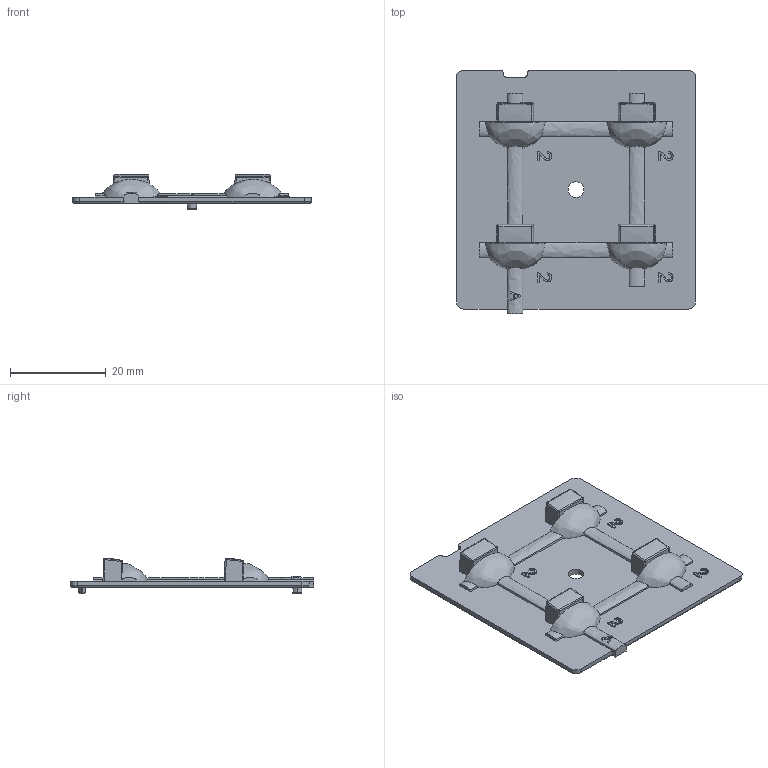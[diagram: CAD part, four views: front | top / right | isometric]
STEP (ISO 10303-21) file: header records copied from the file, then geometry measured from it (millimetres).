
FILE_DESCRIPTION (( 'STEP AP214' ), '1' );
FILE_NAME ('12769_70277_Rev-3_MH2x4_Customer.STP', '2015-09-17T12:25:35', ( '' ), ( '' ), 'SwSTEP 2.0', 'SolidWorks 2014', '' );
FILE_SCHEMA (( 'AUTOMOTIVE_DESIGN' ));
Length unit declared in the file: millimetre
Products named in the file (1): 12769_70277_Rev-3_MH2x4_Customer
Bounding box: 50 x 51 x 7.41 mm (x, y, z)
Volume: 3334.6 mm3; surface area: 6061.5 mm2
Topology: 1 solids, 1 shells, 439 faces, 1141 edges, 714 vertices
Faces by surface type: plane 166, bspline 111, cylinder 107, sphere 29, torus 16, cone 10
Entity records: 18643 total; most frequent: CARTESIAN_POINT 9022, ORIENTED_EDGE 2266, DIRECTION 1615, EDGE_CURVE 1133, VERTEX_POINT 714, AXIS2_PLACEMENT_3D 561, LINE 493, VECTOR 493
